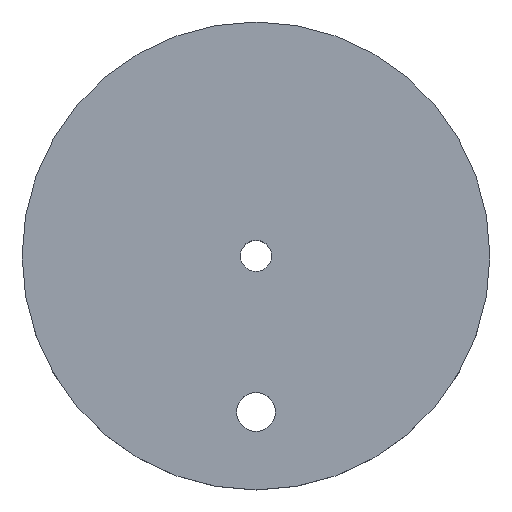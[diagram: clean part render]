
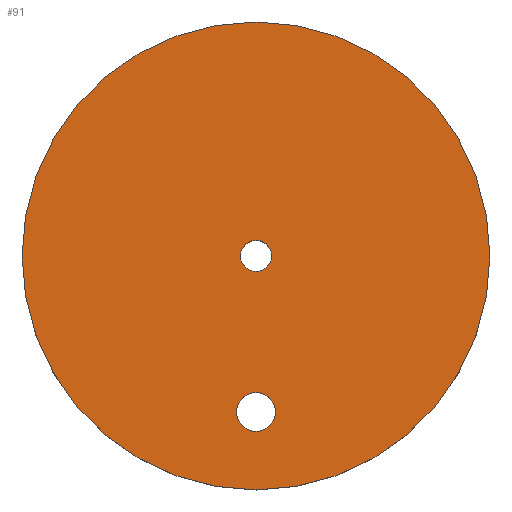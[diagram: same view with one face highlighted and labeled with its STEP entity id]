
A CAD part, top view. The second image highlights one B-rep face of the part: STEP entity #91.
In plain terms, the highlighted planar face has unit normal (0, 0, 1).
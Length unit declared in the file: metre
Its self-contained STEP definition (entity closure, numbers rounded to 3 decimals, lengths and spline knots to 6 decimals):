
#16=ORIENTED_EDGE('',*,*,#32,.F.);
#17=ORIENTED_EDGE('',*,*,#33,.F.);
#18=ORIENTED_EDGE('',*,*,#34,.T.);
#32=EDGE_CURVE('',#40,#40,#48,.T.);
#33=EDGE_CURVE('',#41,#41,#49,.T.);
#34=EDGE_CURVE('',#42,#42,#50,.T.);
#40=VERTEX_POINT('',#161);
#41=VERTEX_POINT('',#163);
#42=VERTEX_POINT('',#165);
#48=CIRCLE('',#112,0.0025);
#49=CIRCLE('',#113,0.03);
#50=CIRCLE('',#114,0.002);
#56=EDGE_LOOP('',(#16));
#57=EDGE_LOOP('',(#17));
#58=EDGE_LOOP('',(#18));
#72=FACE_BOUND('',#56,.T.);
#73=FACE_BOUND('',#57,.T.);
#74=FACE_BOUND('',#58,.T.);
#88=PLANE('',#111);
#91=ADVANCED_FACE('',(#72,#73,#74),#88,.F.);
#111=AXIS2_PLACEMENT_3D('',#159,#128,#129);
#112=AXIS2_PLACEMENT_3D('',#160,#130,#131);
#113=AXIS2_PLACEMENT_3D('',#162,#132,#133);
#114=AXIS2_PLACEMENT_3D('',#164,#134,#135);
#128=DIRECTION('',(0.,0.,-1.));
#129=DIRECTION('',(-1.,0.,0.));
#130=DIRECTION('',(0.,0.,1.));
#131=DIRECTION('',(1.,0.,0.));
#132=DIRECTION('',(0.,0.,-1.));
#133=DIRECTION('',(-1.,0.,0.));
#134=DIRECTION('',(0.,0.,-1.));
#135=DIRECTION('',(-1.,0.,0.));
#159=CARTESIAN_POINT('',(0.016,0.,0.093963));
#160=CARTESIAN_POINT('',(0.,-0.02,0.093963));
#161=CARTESIAN_POINT('',(0.0025,-0.02,0.093963));
#162=CARTESIAN_POINT('',(0.,0.,0.093963));
#163=CARTESIAN_POINT('',(-0.03,0.,0.093963));
#164=CARTESIAN_POINT('',(0.,0.,0.093963));
#165=CARTESIAN_POINT('',(-0.002,0.,0.093963));
